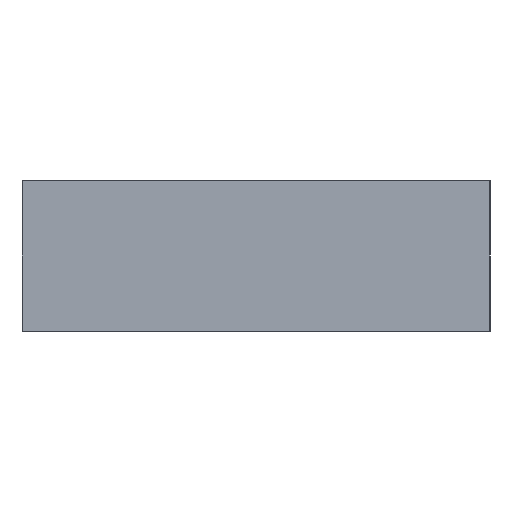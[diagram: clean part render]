
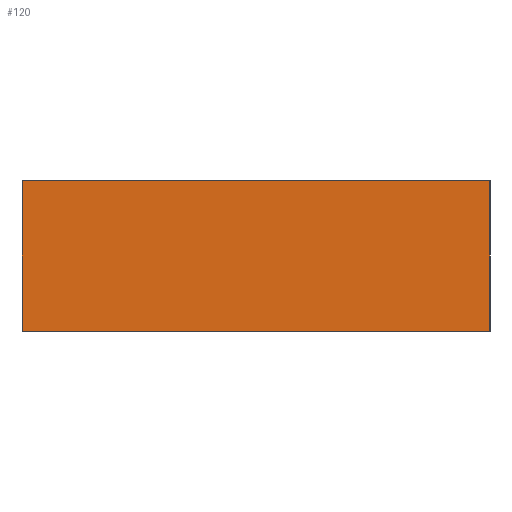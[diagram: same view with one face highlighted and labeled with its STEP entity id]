
A CAD part, left-side view. The second image highlights one B-rep face of the part: STEP entity #120.
In plain terms, the highlighted planar face has unit normal (-1, 0, 0).
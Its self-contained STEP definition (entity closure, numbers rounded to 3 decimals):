
#6 = LINE ( 'NONE', #91, #186 ) ;
#11 = VERTEX_POINT ( 'NONE', #190 ) ;
#16 = DIRECTION ( 'NONE',  ( 1., 0., 0. ) ) ;
#18 = LINE ( 'NONE', #159, #196 ) ;
#25 = EDGE_CURVE ( 'NONE', #45, #106, #6, .T. ) ;
#33 = DIRECTION ( 'NONE',  ( 0., 0., -1. ) ) ;
#37 = VECTOR ( 'NONE', #143, 1000. ) ;
#38 = DIRECTION ( 'NONE',  ( 0., -1., 0. ) ) ;
#41 = CARTESIAN_POINT ( 'NONE',  ( -38., -10.1, 0. ) ) ;
#42 = ORIENTED_EDGE ( 'NONE', *, *, #53, .F. ) ;
#45 = VERTEX_POINT ( 'NONE', #62 ) ;
#53 = EDGE_CURVE ( 'NONE', #11, #45, #18, .T. ) ;
#62 = CARTESIAN_POINT ( 'NONE',  ( -38., -10.1, 6.5 ) ) ;
#82 = VERTEX_POINT ( 'NONE', #115 ) ;
#83 = ORIENTED_EDGE ( 'NONE', *, *, #25, .F. ) ;
#84 = EDGE_CURVE ( 'NONE', #82, #106, #187, .T. ) ;
#88 = VECTOR ( 'NONE', #162, 1000. ) ;
#89 = FACE_OUTER_BOUND ( 'NONE', #136, .T. ) ;
#91 = CARTESIAN_POINT ( 'NONE',  ( -38., -10.1, 6.5 ) ) ;
#105 = LINE ( 'NONE', #181, #37 ) ;
#106 = VERTEX_POINT ( 'NONE', #41 ) ;
#115 = CARTESIAN_POINT ( 'NONE',  ( -38., 10.1, 0. ) ) ;
#117 = ORIENTED_EDGE ( 'NONE', *, *, #132, .T. ) ;
#120 = ADVANCED_FACE ( 'NONE', ( #89 ), #125, .F. ) ;
#125 = PLANE ( 'NONE',  #141 ) ;
#132 = EDGE_CURVE ( 'NONE', #11, #82, #105, .T. ) ;
#136 = EDGE_LOOP ( 'NONE', ( #176, #83, #42, #117 ) ) ;
#137 = CARTESIAN_POINT ( 'NONE',  ( -38., 10.1, 6.5 ) ) ;
#141 = AXIS2_PLACEMENT_3D ( 'NONE', #137, #16, #33 ) ;
#143 = DIRECTION ( 'NONE',  ( 0., 0., -1. ) ) ;
#159 = CARTESIAN_POINT ( 'NONE',  ( -38., 10.1, 6.5 ) ) ;
#162 = DIRECTION ( 'NONE',  ( 0., -1., 0. ) ) ;
#176 = ORIENTED_EDGE ( 'NONE', *, *, #84, .T. ) ;
#181 = CARTESIAN_POINT ( 'NONE',  ( -38., 10.1, 6.5 ) ) ;
#184 = DIRECTION ( 'NONE',  ( 0., 0., -1. ) ) ;
#186 = VECTOR ( 'NONE', #184, 1000. ) ;
#187 = LINE ( 'NONE', #195, #88 ) ;
#190 = CARTESIAN_POINT ( 'NONE',  ( -38., 10.1, 6.5 ) ) ;
#195 = CARTESIAN_POINT ( 'NONE',  ( -38., 10.1, 0. ) ) ;
#196 = VECTOR ( 'NONE', #38, 1000. ) ;
